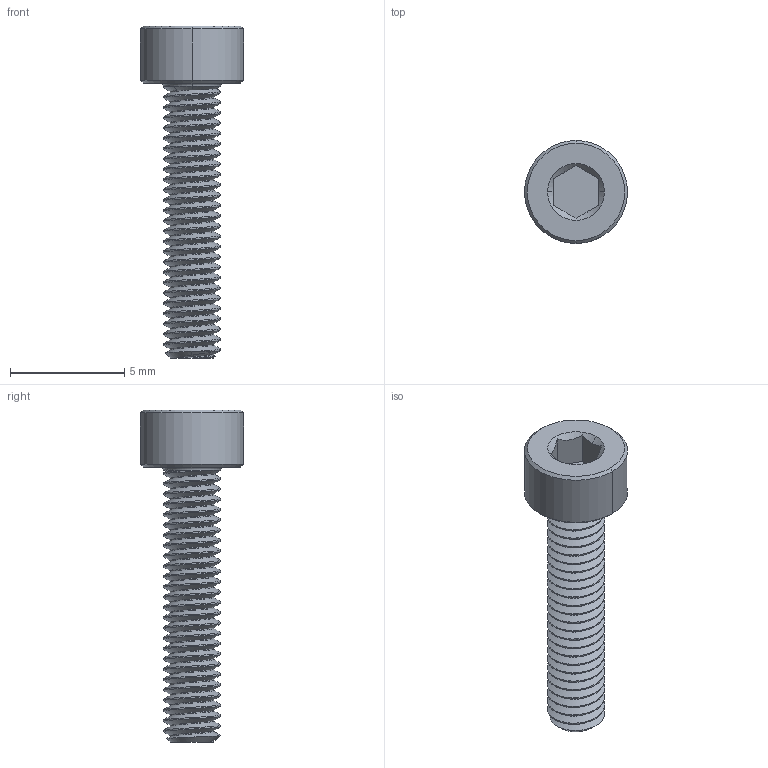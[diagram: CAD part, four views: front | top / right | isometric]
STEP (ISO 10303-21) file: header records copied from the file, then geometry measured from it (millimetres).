
FILE_DESCRIPTION (( 'STEP AP203' ), '1' );
FILE_NAME ('91290A104_Alloy Steel Socket Head Screw.STEP', '2023-01-11T17:17:16', ( 'Administrator' ), ( 'Managed by Terraform' ), 'SwSTEP 2.0', 'SolidWorks 2017', '' );
FILE_SCHEMA (( 'CONFIG_CONTROL_DESIGN' ));
Length unit declared in the file: millimetre
Products named in the file (1): 91290A104_Alloy Steel Socket Head Screw
Bounding box: 4.5 x 4.5 x 14.5 mm (x, y, z)
Volume: 80.8 mm3; surface area: 217.4 mm2
Topology: 1 solids, 1 shells, 81 faces, 221 edges, 144 vertices
Faces by surface type: cylinder 54, cone 12, plane 10, bspline 3, torus 2
Entity records: 5596 total; most frequent: CARTESIAN_POINT 3816, ORIENTED_EDGE 442, DIRECTION 277, EDGE_CURVE 221, VERTEX_POINT 144, AXIS2_PLACEMENT_3D 101, EDGE_LOOP 83, FACE_OUTER_BOUND 81
